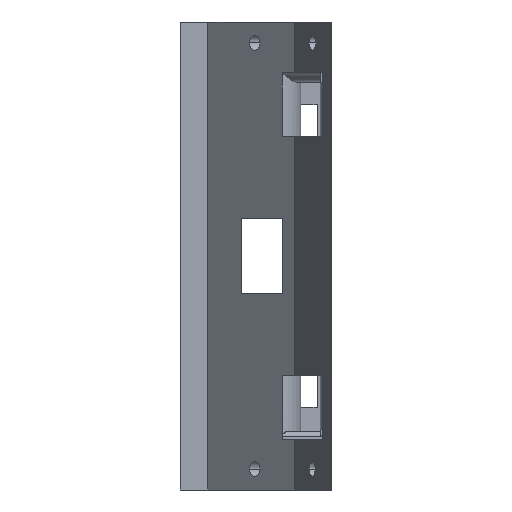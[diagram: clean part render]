
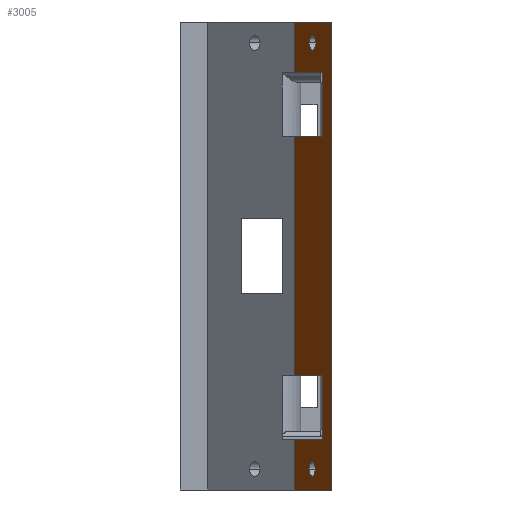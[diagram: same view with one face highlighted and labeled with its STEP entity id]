
A CAD part, left-side view. The second image highlights one B-rep face of the part: STEP entity #3005.
In plain terms, the highlighted planar face has unit normal (-0.423, 0.906, 0).
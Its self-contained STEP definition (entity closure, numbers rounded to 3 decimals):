
#69 = ORIENTED_EDGE ( 'NONE', *, *, #8364, .F. ) ;
#78 = CARTESIAN_POINT ( 'NONE',  ( -41.39, -45.985, -43.71 ) ) ;
#140 = CARTESIAN_POINT ( 'NONE',  ( -42.75, -46.619, -43.71 ) ) ;
#260 = CARTESIAN_POINT ( 'NONE',  ( -50., -50., -24.555 ) ) ;
#314 = EDGE_CURVE ( 'NONE', #8669, #2425, #7866, .T. ) ;
#340 = VERTEX_POINT ( 'NONE', #2017 ) ;
#468 = CARTESIAN_POINT ( 'NONE',  ( -50., -50., -37.555 ) ) ;
#476 = EDGE_LOOP ( 'NONE', ( #5607, #5014, #4364, #4168, #5229, #6233, #9053, #4506, #5107, #69, #1738, #7664 ) ) ;
#487 = EDGE_CURVE ( 'NONE', #1101, #9114, #4438, .T. ) ;
#529 = AXIS2_PLACEMENT_3D ( 'NONE', #2214, #5170, #5298 ) ;
#586 = VECTOR ( 'NONE', #1793, 1000. ) ;
#689 = DIRECTION ( 'NONE',  ( -0.423, 0.906, 0. ) ) ;
#894 = DIRECTION ( 'NONE',  ( -0.906, -0.423, 0. ) ) ;
#999 = EDGE_CURVE ( 'NONE', #6972, #1101, #2937, .T. ) ;
#1022 = DIRECTION ( 'NONE',  ( 0., 0., 1. ) ) ;
#1101 = VERTEX_POINT ( 'NONE', #6068 ) ;
#1145 = FACE_BOUND ( 'NONE', #8274, .T. ) ;
#1146 = VERTEX_POINT ( 'NONE', #140 ) ;
#1214 = CARTESIAN_POINT ( 'NONE',  ( -41.55, -46.06, 43.718 ) ) ;
#1484 = VECTOR ( 'NONE', #5657, 1000. ) ;
#1701 = EDGE_CURVE ( 'NONE', #2966, #9114, #7731, .T. ) ;
#1735 = LINE ( 'NONE', #8601, #7002 ) ;
#1738 = ORIENTED_EDGE ( 'NONE', *, *, #6053, .F. ) ;
#1773 = ORIENTED_EDGE ( 'NONE', *, *, #8301, .F. ) ;
#1793 = DIRECTION ( 'NONE',  ( -0.906, -0.423, 0. ) ) ;
#1837 = CARTESIAN_POINT ( 'NONE',  ( -40.031, -45.351, -43.71 ) ) ;
#2017 = CARTESIAN_POINT ( 'NONE',  ( -33.686, -42.393, -24.555 ) ) ;
#2156 = VERTEX_POINT ( 'NONE', #3043 ) ;
#2214 = CARTESIAN_POINT ( 'NONE',  ( -41.39, -45.985, -43.71 ) ) ;
#2216 = VERTEX_POINT ( 'NONE', #3626 ) ;
#2295 = FACE_OUTER_BOUND ( 'NONE', #476, .T. ) ;
#2425 = VERTEX_POINT ( 'NONE', #6312 ) ;
#2428 = VECTOR ( 'NONE', #9238, 1000. ) ;
#2463 = VERTEX_POINT ( 'NONE', #5592 ) ;
#2622 = CIRCLE ( 'NONE', #6584, 1.5 ) ;
#2701 = VECTOR ( 'NONE', #3723, 1000. ) ;
#2819 = LINE ( 'NONE', #3168, #3524 ) ;
#2901 = ORIENTED_EDGE ( 'NONE', *, *, #314, .F. ) ;
#2917 = CARTESIAN_POINT ( 'NONE',  ( -46., -48.135, -48. ) ) ;
#2937 = LINE ( 'NONE', #5359, #3287 ) ;
#2964 = VERTEX_POINT ( 'NONE', #3375 ) ;
#2966 = VERTEX_POINT ( 'NONE', #7766 ) ;
#3005 = ADVANCED_FACE ( 'NONE', ( #1145, #6746, #2295 ), #9236, .T. ) ;
#3043 = CARTESIAN_POINT ( 'NONE',  ( -46., -48.135, 24.555 ) ) ;
#3134 = CIRCLE ( 'NONE', #4040, 1.5 ) ;
#3168 = CARTESIAN_POINT ( 'NONE',  ( -33.686, -42.393, -48. ) ) ;
#3253 = LINE ( 'NONE', #7197, #5467 ) ;
#3267 = VERTEX_POINT ( 'NONE', #8390 ) ;
#3287 = VECTOR ( 'NONE', #894, 1000. ) ;
#3375 = CARTESIAN_POINT ( 'NONE',  ( -33.686, -42.393, 24.555 ) ) ;
#3385 = CARTESIAN_POINT ( 'NONE',  ( -50., -50., 48. ) ) ;
#3402 = EDGE_CURVE ( 'NONE', #5934, #2463, #3462, .T. ) ;
#3462 = LINE ( 'NONE', #468, #1484 ) ;
#3524 = VECTOR ( 'NONE', #5340, 1000. ) ;
#3626 = CARTESIAN_POINT ( 'NONE',  ( -46., -48.135, -24.555 ) ) ;
#3629 = LINE ( 'NONE', #8289, #2701 ) ;
#3649 = EDGE_CURVE ( 'NONE', #2463, #2216, #6853, .T. ) ;
#3718 = CIRCLE ( 'NONE', #529, 1.5 ) ;
#3723 = DIRECTION ( 'NONE',  ( -0.906, -0.423, 0. ) ) ;
#3790 = EDGE_LOOP ( 'NONE', ( #1773, #2901 ) ) ;
#3922 = CARTESIAN_POINT ( 'NONE',  ( -33.686, -42.393, -48. ) ) ;
#3970 = EDGE_CURVE ( 'NONE', #7697, #1146, #2622, .T. ) ;
#4040 = AXIS2_PLACEMENT_3D ( 'NONE', #1214, #8699, #9414 ) ;
#4093 = DIRECTION ( 'NONE',  ( 0.906, 0.423, 0. ) ) ;
#4168 = ORIENTED_EDGE ( 'NONE', *, *, #5557, .F. ) ;
#4234 = DIRECTION ( 'NONE',  ( 0.906, 0.423, 0. ) ) ;
#4259 = VECTOR ( 'NONE', #5188, 1000. ) ;
#4300 = LINE ( 'NONE', #6817, #8879 ) ;
#4345 = AXIS2_PLACEMENT_3D ( 'NONE', #7420, #689, #4234 ) ;
#4364 = ORIENTED_EDGE ( 'NONE', *, *, #3402, .F. ) ;
#4438 = LINE ( 'NONE', #5445, #9592 ) ;
#4453 = DIRECTION ( 'NONE',  ( -0.906, -0.423, 0. ) ) ;
#4506 = ORIENTED_EDGE ( 'NONE', *, *, #8357, .F. ) ;
#4524 = LINE ( 'NONE', #3922, #2428 ) ;
#4792 = ORIENTED_EDGE ( 'NONE', *, *, #6730, .F. ) ;
#5014 = ORIENTED_EDGE ( 'NONE', *, *, #3649, .F. ) ;
#5107 = ORIENTED_EDGE ( 'NONE', *, *, #6727, .F. ) ;
#5170 = DIRECTION ( 'NONE',  ( -0.423, 0.906, 0. ) ) ;
#5188 = DIRECTION ( 'NONE',  ( 0., 0., 1. ) ) ;
#5202 = DIRECTION ( 'NONE',  ( 0.906, 0.423, 0. ) ) ;
#5229 = ORIENTED_EDGE ( 'NONE', *, *, #999, .T. ) ;
#5298 = DIRECTION ( 'NONE',  ( -0.906, -0.423, 0. ) ) ;
#5340 = DIRECTION ( 'NONE',  ( 0., 0., 1. ) ) ;
#5359 = CARTESIAN_POINT ( 'NONE',  ( -50., -50., -48. ) ) ;
#5405 = CARTESIAN_POINT ( 'NONE',  ( -40.19, -45.426, 43.718 ) ) ;
#5445 = CARTESIAN_POINT ( 'NONE',  ( -50., -50., -48. ) ) ;
#5467 = VECTOR ( 'NONE', #5835, 1000. ) ;
#5557 = EDGE_CURVE ( 'NONE', #6972, #5934, #2819, .T. ) ;
#5592 = CARTESIAN_POINT ( 'NONE',  ( -46., -48.135, -37.555 ) ) ;
#5607 = ORIENTED_EDGE ( 'NONE', *, *, #8763, .F. ) ;
#5657 = DIRECTION ( 'NONE',  ( -0.906, -0.423, 0. ) ) ;
#5835 = DIRECTION ( 'NONE',  ( 0., 0., 1. ) ) ;
#5934 = VERTEX_POINT ( 'NONE', #8126 ) ;
#6053 = EDGE_CURVE ( 'NONE', #2964, #2156, #3629, .T. ) ;
#6068 = CARTESIAN_POINT ( 'NONE',  ( -50., -50., -48. ) ) ;
#6091 = CARTESIAN_POINT ( 'NONE',  ( -33.686, -42.393, -48. ) ) ;
#6139 = ORIENTED_EDGE ( 'NONE', *, *, #3970, .F. ) ;
#6233 = ORIENTED_EDGE ( 'NONE', *, *, #487, .T. ) ;
#6276 = CARTESIAN_POINT ( 'NONE',  ( -50., -50., -48. ) ) ;
#6312 = CARTESIAN_POINT ( 'NONE',  ( -42.909, -46.694, 43.718 ) ) ;
#6410 = DIRECTION ( 'NONE',  ( -0.906, -0.423, 0. ) ) ;
#6584 = AXIS2_PLACEMENT_3D ( 'NONE', #78, #8958, #4453 ) ;
#6727 = EDGE_CURVE ( 'NONE', #3267, #7318, #4300, .T. ) ;
#6730 = EDGE_CURVE ( 'NONE', #1146, #7697, #3718, .T. ) ;
#6746 = FACE_BOUND ( 'NONE', #3790, .T. ) ;
#6774 = CARTESIAN_POINT ( 'NONE',  ( -50., -50., 48. ) ) ;
#6817 = CARTESIAN_POINT ( 'NONE',  ( -50., -50., 37.555 ) ) ;
#6853 = LINE ( 'NONE', #2917, #4259 ) ;
#6962 = AXIS2_PLACEMENT_3D ( 'NONE', #6276, #7827, #6410 ) ;
#6972 = VERTEX_POINT ( 'NONE', #6091 ) ;
#7002 = VECTOR ( 'NONE', #9473, 1000. ) ;
#7197 = CARTESIAN_POINT ( 'NONE',  ( -46., -48.135, -48. ) ) ;
#7318 = VERTEX_POINT ( 'NONE', #9613 ) ;
#7420 = CARTESIAN_POINT ( 'NONE',  ( -41.55, -46.06, 43.718 ) ) ;
#7511 = EDGE_CURVE ( 'NONE', #340, #2964, #4524, .T. ) ;
#7664 = ORIENTED_EDGE ( 'NONE', *, *, #7511, .F. ) ;
#7697 = VERTEX_POINT ( 'NONE', #1837 ) ;
#7731 = LINE ( 'NONE', #3385, #586 ) ;
#7766 = CARTESIAN_POINT ( 'NONE',  ( -33.686, -42.393, 48. ) ) ;
#7827 = DIRECTION ( 'NONE',  ( -0.423, 0.906, 0. ) ) ;
#7866 = CIRCLE ( 'NONE', #4345, 1.5 ) ;
#8126 = CARTESIAN_POINT ( 'NONE',  ( -33.686, -42.393, -37.555 ) ) ;
#8274 = EDGE_LOOP ( 'NONE', ( #4792, #6139 ) ) ;
#8289 = CARTESIAN_POINT ( 'NONE',  ( -50., -50., 24.555 ) ) ;
#8301 = EDGE_CURVE ( 'NONE', #2425, #8669, #3134, .T. ) ;
#8357 = EDGE_CURVE ( 'NONE', #7318, #2966, #1735, .T. ) ;
#8364 = EDGE_CURVE ( 'NONE', #2156, #3267, #3253, .T. ) ;
#8390 = CARTESIAN_POINT ( 'NONE',  ( -46., -48.135, 37.555 ) ) ;
#8601 = CARTESIAN_POINT ( 'NONE',  ( -33.686, -42.393, -48. ) ) ;
#8669 = VERTEX_POINT ( 'NONE', #5405 ) ;
#8699 = DIRECTION ( 'NONE',  ( -0.423, 0.906, 0. ) ) ;
#8763 = EDGE_CURVE ( 'NONE', #2216, #340, #9440, .T. ) ;
#8879 = VECTOR ( 'NONE', #5202, 1000. ) ;
#8957 = VECTOR ( 'NONE', #4093, 1000. ) ;
#8958 = DIRECTION ( 'NONE',  ( -0.423, 0.906, 0. ) ) ;
#9053 = ORIENTED_EDGE ( 'NONE', *, *, #1701, .F. ) ;
#9114 = VERTEX_POINT ( 'NONE', #6774 ) ;
#9236 = PLANE ( 'NONE',  #6962 ) ;
#9238 = DIRECTION ( 'NONE',  ( 0., 0., 1. ) ) ;
#9414 = DIRECTION ( 'NONE',  ( 0.906, 0.423, 0. ) ) ;
#9440 = LINE ( 'NONE', #260, #8957 ) ;
#9473 = DIRECTION ( 'NONE',  ( 0., 0., 1. ) ) ;
#9592 = VECTOR ( 'NONE', #1022, 1000. ) ;
#9613 = CARTESIAN_POINT ( 'NONE',  ( -33.686, -42.393, 37.555 ) ) ;
